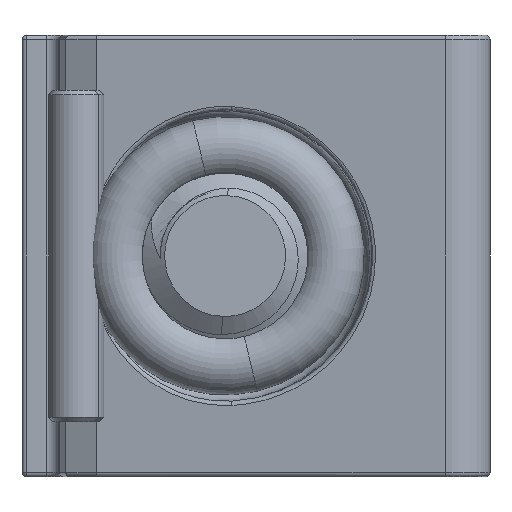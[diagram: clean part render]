
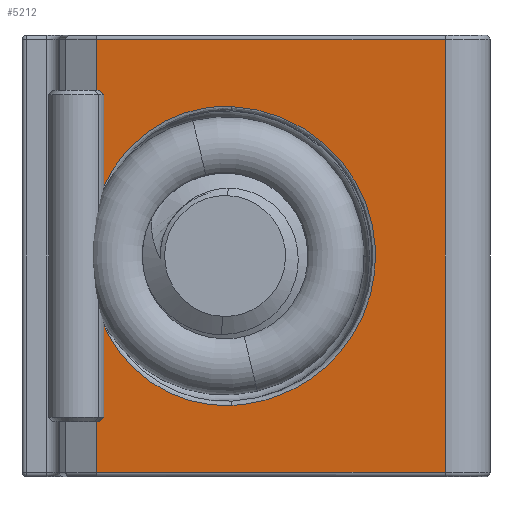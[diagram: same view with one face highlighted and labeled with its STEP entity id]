
A CAD part, front view. The second image highlights one B-rep face of the part: STEP entity #5212.
In plain terms, the highlighted planar face has unit normal (-0.127, -0.992, 0).
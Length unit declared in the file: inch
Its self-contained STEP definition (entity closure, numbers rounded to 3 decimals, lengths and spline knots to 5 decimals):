
#107 = ORIENTED_EDGE ( 'NONE', *, *, #2901, .T. ) ;
#226 = CARTESIAN_POINT ( 'NONE',  ( 0.27, -0.59653, 0.26982 ) ) ;
#415 = EDGE_CURVE ( 'NONE', #8392, #2745, #7662, .T. ) ;
#441 = CARTESIAN_POINT ( 'NONE',  ( 0.23361, -0.59189, -0.23397 ) ) ;
#461 = VERTEX_POINT ( 'NONE', #5160 ) ;
#567 = ORIENTED_EDGE ( 'NONE', *, *, #7757, .T. ) ;
#940 = CARTESIAN_POINT ( 'NONE',  ( 0.31215, -0.60191, 0.29932 ) ) ;
#1133 = CARTESIAN_POINT ( 'NONE',  ( 0.45828, -0.62055, -0.33943 ) ) ;
#1163 = CARTESIAN_POINT ( 'NONE',  ( 0.19341, -0.58676, -0.17813 ) ) ;
#1168 = CARTESIAN_POINT ( 'NONE',  ( 1.09637, -0.70195, 0.30734 ) ) ;
#1311 = ORIENTED_EDGE ( 'NONE', *, *, #8293, .T. ) ;
#1618 = CARTESIAN_POINT ( 'NONE',  ( 0.17871, -0.58488, 0.14735 ) ) ;
#1648 = DIRECTION ( 'NONE',  ( 0.992, -0.127, 0. ) ) ;
#1651 = CARTESIAN_POINT ( 'NONE',  ( 0.35818, -0.60778, 0.32103 ) ) ;
#1847 = CARTESIAN_POINT ( 'NONE',  ( 0.4413, -0.61838, -0.33878 ) ) ;
#1880 = CARTESIAN_POINT ( 'NONE',  ( 0.1684, -0.58357, -0.11437 ) ) ;
#1889 = CARTESIAN_POINT ( 'NONE',  ( 1.09637, -0.70195, -0.30734 ) ) ;
#2210 = VECTOR ( 'NONE', #5817, 39.37008 ) ;
#2335 = CARTESIAN_POINT ( 'NONE',  ( 0.95861, -0.68438, -0.5 ) ) ;
#2358 = CARTESIAN_POINT ( 'NONE',  ( 0.40769, -0.6141, 0.33461 ) ) ;
#2399 = ORIENTED_EDGE ( 'NONE', *, *, #2771, .F. ) ;
#2412 = VERTEX_POINT ( 'NONE', #7013 ) ;
#2553 = CARTESIAN_POINT ( 'NONE',  ( 0.391, -0.61197, -0.33107 ) ) ;
#2586 = CARTESIAN_POINT ( 'NONE',  ( 0.47544, -0.62274, -0.33856 ) ) ;
#2684 = VERTEX_POINT ( 'NONE', #5771 ) ;
#2724 = LINE ( 'NONE', #8728, #6267 ) ;
#2745 = VERTEX_POINT ( 'NONE', #3051 ) ;
#2771 = EDGE_CURVE ( 'NONE', #8492, #461, #2724, .T. ) ;
#2901 = EDGE_CURVE ( 'NONE', #8492, #8392, #7498, .T. ) ;
#2966 = VECTOR ( 'NONE', #7522, 39.37008 ) ;
#3051 = CARTESIAN_POINT ( 'NONE',  ( 0.95861, -0.68438, 0.49 ) ) ;
#3063 = CARTESIAN_POINT ( 'NONE',  ( 0.45828, -0.62055, 0.33943 ) ) ;
#3242 = CARTESIAN_POINT ( 'NONE',  ( 0.3424, -0.60577, -0.31464 ) ) ;
#3247 = CARTESIAN_POINT ( 'NONE',  ( 0.47544, -0.62274, 0.33856 ) ) ;
#3256 = ORIENTED_EDGE ( 'NONE', *, *, #4347, .T. ) ;
#3654 = PLANE ( 'NONE',  #6653 ) ;
#3726 = CARTESIAN_POINT ( 'NONE',  ( 0.22278, -0.59051, 0.22069 ) ) ;
#3942 = CARTESIAN_POINT ( 'NONE',  ( 0.1684, -0.58357, 0.49 ) ) ;
#3948 = CARTESIAN_POINT ( 'NONE',  ( 0.29756, -0.60005, -0.2903 ) ) ;
#3995 = DIRECTION ( 'NONE',  ( 0.992, -0.127, 0. ) ) ;
#4347 = EDGE_CURVE ( 'NONE', #2412, #6501, #4859, .T. ) ;
#4467 = CARTESIAN_POINT ( 'NONE',  ( 0.25723, -0.5949, 0.25854 ) ) ;
#4523 = DIRECTION ( 'NONE',  ( 0., 0., 1. ) ) ;
#4560 = DIRECTION ( 'NONE',  ( -0.992, 0.127, 0. ) ) ;
#4630 = CARTESIAN_POINT ( 'NONE',  ( 0.1684, -0.58357, -0.5 ) ) ;
#4679 = CARTESIAN_POINT ( 'NONE',  ( 0.2572, -0.5949, -0.25851 ) ) ;
#4786 = CARTESIAN_POINT ( 'NONE',  ( 0.95861, -0.68438, -0.49 ) ) ;
#4859 = B_SPLINE_CURVE_WITH_KNOTS ( 'NONE', 3,
 ( #7290, #1618, #7998, #3726, #8704, #4467, #226, #5153, #940, #5879, #1651, #6596, #2358, #7319, #3063, #8025 ),
 .UNSPECIFIED., .F., .F.,
 ( 4, 2, 2, 2, 2, 2, 2, 4 ),
 ( 0., 0.00263, 0.00395, 0.00527, 0.00659, 0.0079, 0.00922, 0.01054 ),
 .UNSPECIFIED. ) ;
#5083 = CARTESIAN_POINT ( 'NONE',  ( 0.47544, -0.62274, 0.33856 ) ) ;
#5151 = CARTESIAN_POINT ( 'NONE',  ( 0.1684, -0.58357, -0.5 ) ) ;
#5153 = CARTESIAN_POINT ( 'NONE',  ( 0.29759, -0.60005, 0.29032 ) ) ;
#5160 = CARTESIAN_POINT ( 'NONE',  ( 0.1684, -0.58357, -0.11437 ) ) ;
#5212 = ADVANCED_FACE ( 'NONE', ( #5402 ), #3654, .T. ) ;
#5373 = CARTESIAN_POINT ( 'NONE',  ( 0.22275, -0.5905, -0.22065 ) ) ;
#5402 = FACE_OUTER_BOUND ( 'NONE', #7820, .T. ) ;
#5536 = EDGE_CURVE ( 'NONE', #6501, #8299, #8636, .T. ) ;
#5581 = VECTOR ( 'NONE', #3995, 39.37008 ) ;
#5634 = B_SPLINE_CURVE_WITH_KNOTS ( 'NONE', 3,
 ( #6070, #1133, #1847, #6797, #2553, #7510, #3242, #8223, #3948, #8917, #4679, #441, #5373, #1163, #6103, #1880 ),
 .UNSPECIFIED., .F., .F.,
 ( 4, 2, 2, 2, 2, 2, 2, 4 ),
 ( 0., 0.0013, 0.0026, 0.0039, 0.0052, 0.00651, 0.00781, 0.01041 ),
 .UNSPECIFIED. ) ;
#5771 = CARTESIAN_POINT ( 'NONE',  ( 0.1684, -0.58357, 0.49 ) ) ;
#5817 = DIRECTION ( 'NONE',  ( 0., 0., 1. ) ) ;
#5876 = DIRECTION ( 'NONE',  ( -0.127, -0.992, 0. ) ) ;
#5879 = CARTESIAN_POINT ( 'NONE',  ( 0.34242, -0.60577, 0.31465 ) ) ;
#6044 = ORIENTED_EDGE ( 'NONE', *, *, #415, .T. ) ;
#6070 = CARTESIAN_POINT ( 'NONE',  ( 0.47544, -0.62274, -0.33856 ) ) ;
#6103 = CARTESIAN_POINT ( 'NONE',  ( 0.17871, -0.58488, -0.14736 ) ) ;
#6267 = VECTOR ( 'NONE', #4523, 39.37008 ) ;
#6479 = CARTESIAN_POINT ( 'NONE',  ( 0.1684, -0.58357, -0.49 ) ) ;
#6501 = VERTEX_POINT ( 'NONE', #5083 ) ;
#6596 = CARTESIAN_POINT ( 'NONE',  ( 0.39102, -0.61197, 0.33107 ) ) ;
#6653 = AXIS2_PLACEMENT_3D ( 'NONE', #5151, #5876, #1648 ) ;
#6756 = LINE ( 'NONE', #4630, #2966 ) ;
#6797 = CARTESIAN_POINT ( 'NONE',  ( 0.40768, -0.61409, -0.33461 ) ) ;
#6827 = CARTESIAN_POINT ( 'NONE',  ( 0.47544, -0.62274, -0.33856 ) ) ;
#6937 = ORIENTED_EDGE ( 'NONE', *, *, #7853, .F. ) ;
#7013 = CARTESIAN_POINT ( 'NONE',  ( 0.1684, -0.58357, 0.11437 ) ) ;
#7185 = LINE ( 'NONE', #3942, #9067 ) ;
#7290 = CARTESIAN_POINT ( 'NONE',  ( 0.1684, -0.58357, 0.11437 ) ) ;
#7319 = CARTESIAN_POINT ( 'NONE',  ( 0.44131, -0.61838, 0.33878 ) ) ;
#7498 = LINE ( 'NONE', #8956, #5581 ) ;
#7510 = CARTESIAN_POINT ( 'NONE',  ( 0.35816, -0.60778, -0.32102 ) ) ;
#7522 = DIRECTION ( 'NONE',  ( 0., 0., 1. ) ) ;
#7662 = LINE ( 'NONE', #2335, #2210 ) ;
#7757 = EDGE_CURVE ( 'NONE', #2745, #2684, #7185, .T. ) ;
#7820 = EDGE_LOOP ( 'NONE', ( #2399, #107, #6044, #567, #6937, #3256, #8501, #1311 ) ) ;
#7853 = EDGE_CURVE ( 'NONE', #2412, #2684, #6756, .T. ) ;
#7998 = CARTESIAN_POINT ( 'NONE',  ( 0.19344, -0.58676, 0.17819 ) ) ;
#8025 = CARTESIAN_POINT ( 'NONE',  ( 0.47544, -0.62274, 0.33856 ) ) ;
#8223 = CARTESIAN_POINT ( 'NONE',  ( 0.31213, -0.6019, -0.2993 ) ) ;
#8293 = EDGE_CURVE ( 'NONE', #8299, #461, #5634, .T. ) ;
#8299 = VERTEX_POINT ( 'NONE', #2586 ) ;
#8392 = VERTEX_POINT ( 'NONE', #4786 ) ;
#8492 = VERTEX_POINT ( 'NONE', #6479 ) ;
#8501 = ORIENTED_EDGE ( 'NONE', *, *, #5536, .T. ) ;
#8636 =( BOUNDED_CURVE ( )  B_SPLINE_CURVE ( 3, ( #3247, #1168, #1889, #6827 ),
 .UNSPECIFIED., .F., .F. ) 
 B_SPLINE_CURVE_WITH_KNOTS ( ( 4, 4 ),
 ( 1.62161, 4.66158 ),
 .UNSPECIFIED. ) 
 CURVE ( )  GEOMETRIC_REPRESENTATION_ITEM ( )  RATIONAL_B_SPLINE_CURVE ( ( 1., 0.367, 0.367, 1. ) ) 
 REPRESENTATION_ITEM ( '' )  );
#8704 = CARTESIAN_POINT ( 'NONE',  ( 0.23365, -0.59189, 0.234 ) ) ;
#8728 = CARTESIAN_POINT ( 'NONE',  ( 0.1684, -0.58357, -0.5 ) ) ;
#8917 = CARTESIAN_POINT ( 'NONE',  ( 0.26997, -0.59653, -0.2698 ) ) ;
#8956 = CARTESIAN_POINT ( 'NONE',  ( 0.95861, -0.68438, -0.49 ) ) ;
#9067 = VECTOR ( 'NONE', #4560, 39.37008 ) ;
